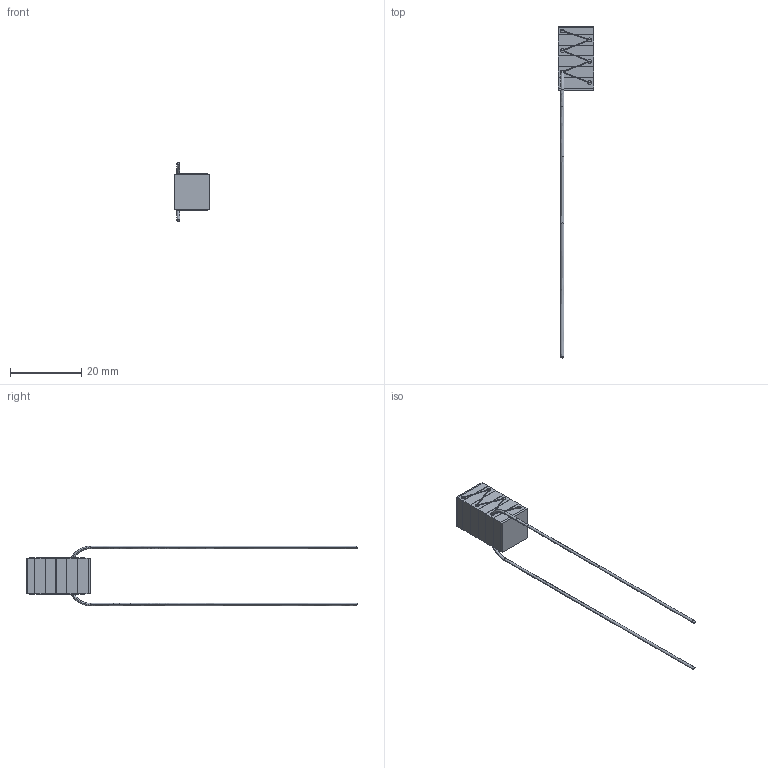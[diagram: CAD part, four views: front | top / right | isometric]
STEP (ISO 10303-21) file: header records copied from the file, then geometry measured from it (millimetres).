
FILE_DESCRIPTION (( 'STEP AP214' ), '1' );
FILE_NAME ('CTN003171.STEP', '2016-09-06T09:18:18', ( '' ), ( '' ), 'SwSTEP 2.0', 'SolidWorks 2016', '' );
FILE_SCHEMA (( 'AUTOMOTIVE_DESIGN' ));
Length unit declared in the file: millimetre
Products named in the file (1): CTN003171
Bounding box: 10 x 93.22 x 16.76 mm (x, y, z)
Volume: 3577.6 mm3; surface area: 4622.7 mm2
Topology: 4 solids, 4 shells, 206 faces, 584 edges, 386 vertices
Faces by surface type: plane 118, cylinder 36, bspline 28, sphere 24
Entity records: 9177 total; most frequent: CARTESIAN_POINT 3277, ORIENTED_EDGE 1168, DIRECTION 882, EDGE_CURVE 584, VERTEX_POINT 386, AXIS2_PLACEMENT_3D 295, VECTOR 292, LINE 292
